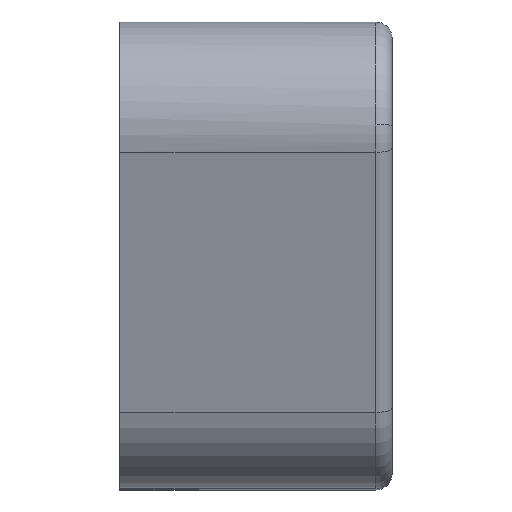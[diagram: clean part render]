
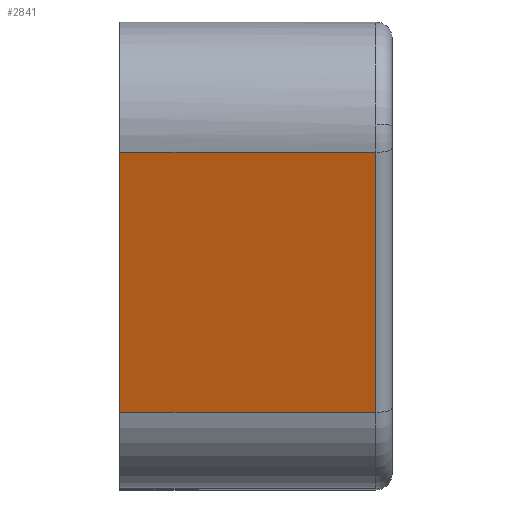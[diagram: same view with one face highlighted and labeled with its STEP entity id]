
A CAD part, top view. The second image highlights one B-rep face of the part: STEP entity #2841.
In plain terms, the highlighted planar face has unit normal (0, -0.265, 0.964).
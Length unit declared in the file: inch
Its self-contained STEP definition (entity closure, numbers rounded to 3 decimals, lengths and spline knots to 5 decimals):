
#11 = EDGE_CURVE ( 'NONE', #1004, #4102, #1404, .T. ) ;
#73 = PLANE ( 'NONE',  #4017 ) ;
#126 = ORIENTED_EDGE ( 'NONE', *, *, #1067, .T. ) ;
#244 = ORIENTED_EDGE ( 'NONE', *, *, #2327, .T. ) ;
#630 = VERTEX_POINT ( 'NONE', #767 ) ;
#721 = CARTESIAN_POINT ( 'NONE',  ( -0.33, -0.19057, 0.62022 ) ) ;
#767 = CARTESIAN_POINT ( 'NONE',  ( -0.33, -0.19057, 0.62022 ) ) ;
#908 = LINE ( 'NONE', #2047, #3209 ) ;
#1004 = VERTEX_POINT ( 'NONE', #3801 ) ;
#1067 = EDGE_CURVE ( 'NONE', #3883, #630, #1946, .T. ) ;
#1079 = CARTESIAN_POINT ( 'NONE',  ( -0.02, 0.12443, 0.70664 ) ) ;
#1308 = VECTOR ( 'NONE', #3350, 39.37008 ) ;
#1404 = LINE ( 'NONE', #1079, #1308 ) ;
#1419 = CARTESIAN_POINT ( 'NONE',  ( -0.02, 0.12443, 0.70664 ) ) ;
#1707 = LINE ( 'NONE', #2048, #4153 ) ;
#1718 = DIRECTION ( 'NONE',  ( 0., -0.964, -0.265 ) ) ;
#1738 = DIRECTION ( 'NONE',  ( 1., 0., 0. ) ) ;
#1946 = LINE ( 'NONE', #3847, #2711 ) ;
#2047 = CARTESIAN_POINT ( 'NONE',  ( -0.33, -0.19057, 0.62022 ) ) ;
#2048 = CARTESIAN_POINT ( 'NONE',  ( -0.33, 0.12443, 0.70664 ) ) ;
#2219 = FACE_OUTER_BOUND ( 'NONE', #3361, .T. ) ;
#2327 = EDGE_CURVE ( 'NONE', #630, #1004, #908, .T. ) ;
#2345 = DIRECTION ( 'NONE',  ( 0., -0.265, 0.964 ) ) ;
#2702 = DIRECTION ( 'NONE',  ( 1., 0., 0. ) ) ;
#2711 = VECTOR ( 'NONE', #3570, 39.37008 ) ;
#2841 = ADVANCED_FACE ( 'NONE', ( #2219 ), #73, .T. ) ;
#3035 = EDGE_CURVE ( 'NONE', #3883, #4102, #1707, .T. ) ;
#3185 = ORIENTED_EDGE ( 'NONE', *, *, #11, .T. ) ;
#3209 = VECTOR ( 'NONE', #1738, 39.37008 ) ;
#3350 = DIRECTION ( 'NONE',  ( 0., 0.964, 0.265 ) ) ;
#3361 = EDGE_LOOP ( 'NONE', ( #244, #3185, #3928, #126 ) ) ;
#3559 = CARTESIAN_POINT ( 'NONE',  ( -0.33, 0.12443, 0.70664 ) ) ;
#3570 = DIRECTION ( 'NONE',  ( 0., -0.964, -0.265 ) ) ;
#3801 = CARTESIAN_POINT ( 'NONE',  ( -0.02, -0.19057, 0.62022 ) ) ;
#3847 = CARTESIAN_POINT ( 'NONE',  ( -0.33, -0.19057, 0.62022 ) ) ;
#3883 = VERTEX_POINT ( 'NONE', #3559 ) ;
#3928 = ORIENTED_EDGE ( 'NONE', *, *, #3035, .F. ) ;
#4017 = AXIS2_PLACEMENT_3D ( 'NONE', #721, #2345, #1718 ) ;
#4102 = VERTEX_POINT ( 'NONE', #1419 ) ;
#4153 = VECTOR ( 'NONE', #2702, 39.37008 ) ;
